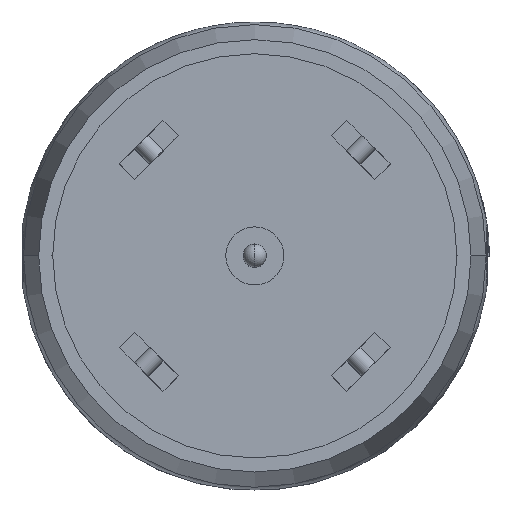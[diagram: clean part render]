
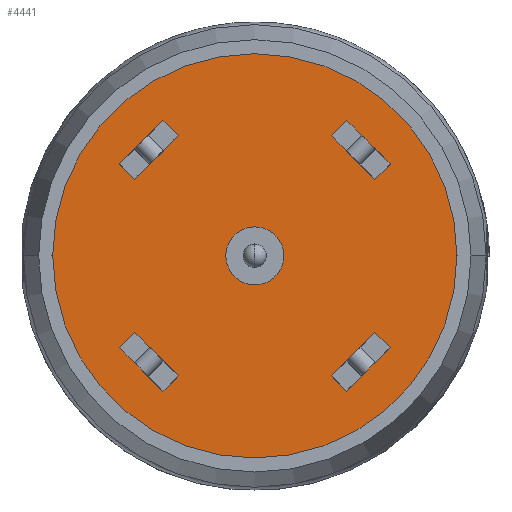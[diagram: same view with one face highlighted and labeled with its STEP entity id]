
A CAD part, top view. The second image highlights one B-rep face of the part: STEP entity #4441.
In plain terms, the highlighted planar face has unit normal (0, 0, 1).
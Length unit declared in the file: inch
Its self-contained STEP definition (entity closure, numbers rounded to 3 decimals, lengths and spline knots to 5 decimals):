
#4248=CARTESIAN_POINT('',(0.,0.,0.381));
#4249=DIRECTION('',(0.,0.,1.));
#4250=DIRECTION('',(0.,-1.,0.));
#4251=AXIS2_PLACEMENT_3D('',#4248,#4249,#4250);
#4253=CARTESIAN_POINT('',(0.,0.,0.381));
#4254=DIRECTION('',(0.,0.,-1.));
#4255=DIRECTION('',(0.,-1.,0.));
#4256=AXIS2_PLACEMENT_3D('',#4253,#4254,#4255);
#4258=DIRECTION('',(0.707,0.707,0.));
#4259=VECTOR('',#4258,0.0196);
#4260=CARTESIAN_POINT('',(-0.10218,-0.13796,0.381));
#4261=LINE('',#4260,#4259);
#4262=DIRECTION('',(-0.707,0.707,0.));
#4263=VECTOR('',#4262,0.0506);
#4264=CARTESIAN_POINT('',(-0.08832,-0.1241,0.381));
#4265=LINE('',#4264,#4263);
#4266=DIRECTION('',(-0.707,-0.707,0.));
#4267=VECTOR('',#4266,0.0196);
#4268=CARTESIAN_POINT('',(-0.1241,-0.08832,0.381));
#4269=LINE('',#4268,#4267);
#4270=DIRECTION('',(0.707,-0.707,0.));
#4271=VECTOR('',#4270,0.0506);
#4272=CARTESIAN_POINT('',(-0.13796,-0.10218,0.381));
#4273=LINE('',#4272,#4271);
#4274=DIRECTION('',(-0.707,0.707,0.));
#4275=VECTOR('',#4274,0.0196);
#4276=CARTESIAN_POINT('',(0.13796,-0.10218,0.381));
#4277=LINE('',#4276,#4275);
#4278=DIRECTION('',(-0.707,-0.707,0.));
#4279=VECTOR('',#4278,0.0506);
#4280=CARTESIAN_POINT('',(0.1241,-0.08832,0.381));
#4281=LINE('',#4280,#4279);
#4282=DIRECTION('',(0.707,-0.707,0.));
#4283=VECTOR('',#4282,0.0196);
#4284=CARTESIAN_POINT('',(0.08832,-0.1241,0.381));
#4285=LINE('',#4284,#4283);
#4286=DIRECTION('',(0.707,0.707,0.));
#4287=VECTOR('',#4286,0.0506);
#4288=CARTESIAN_POINT('',(0.10218,-0.13796,0.381));
#4289=LINE('',#4288,#4287);
#4290=DIRECTION('',(-0.707,-0.707,0.));
#4291=VECTOR('',#4290,0.0196);
#4292=CARTESIAN_POINT('',(0.10218,0.13796,0.381));
#4293=LINE('',#4292,#4291);
#4294=DIRECTION('',(0.707,-0.707,0.));
#4295=VECTOR('',#4294,0.0506);
#4296=CARTESIAN_POINT('',(0.08832,0.1241,0.381));
#4297=LINE('',#4296,#4295);
#4298=DIRECTION('',(0.707,0.707,0.));
#4299=VECTOR('',#4298,0.0196);
#4300=CARTESIAN_POINT('',(0.1241,0.08832,0.381));
#4301=LINE('',#4300,#4299);
#4302=DIRECTION('',(-0.707,0.707,0.));
#4303=VECTOR('',#4302,0.0506);
#4304=CARTESIAN_POINT('',(0.13796,0.10218,0.381));
#4305=LINE('',#4304,#4303);
#4306=DIRECTION('',(0.707,-0.707,0.));
#4307=VECTOR('',#4306,0.0196);
#4308=CARTESIAN_POINT('',(-0.13796,0.10218,0.381));
#4309=LINE('',#4308,#4307);
#4310=DIRECTION('',(0.707,0.707,0.));
#4311=VECTOR('',#4310,0.0506);
#4312=CARTESIAN_POINT('',(-0.1241,0.08832,0.381));
#4313=LINE('',#4312,#4311);
#4314=DIRECTION('',(-0.707,0.707,0.));
#4315=VECTOR('',#4314,0.0196);
#4316=CARTESIAN_POINT('',(-0.08832,0.1241,0.381));
#4317=LINE('',#4316,#4315);
#4318=DIRECTION('',(-0.707,-0.707,0.));
#4319=VECTOR('',#4318,0.0506);
#4320=CARTESIAN_POINT('',(-0.10218,0.13796,0.381));
#4321=LINE('',#4320,#4319);
#4323=CARTESIAN_POINT('',(0.,-0.2178,0.381));
#4325=VERTEX_POINT('',#4323);
#4327=CARTESIAN_POINT('',(0.,0.2178,0.381));
#4329=VERTEX_POINT('',#4327);
#4330=CARTESIAN_POINT('',(-0.10218,-0.13796,0.381));
#4331=CARTESIAN_POINT('',(-0.08832,-0.1241,0.381));
#4332=VERTEX_POINT('',#4330);
#4333=VERTEX_POINT('',#4331);
#4334=CARTESIAN_POINT('',(-0.1241,-0.08832,0.381));
#4335=VERTEX_POINT('',#4334);
#4336=CARTESIAN_POINT('',(-0.13796,-0.10218,0.381));
#4337=VERTEX_POINT('',#4336);
#4338=CARTESIAN_POINT('',(0.13796,-0.10218,0.381));
#4339=CARTESIAN_POINT('',(0.1241,-0.08832,0.381));
#4340=VERTEX_POINT('',#4338);
#4341=VERTEX_POINT('',#4339);
#4342=CARTESIAN_POINT('',(0.08832,-0.1241,0.381));
#4343=VERTEX_POINT('',#4342);
#4344=CARTESIAN_POINT('',(0.10218,-0.13796,0.381));
#4345=VERTEX_POINT('',#4344);
#4346=CARTESIAN_POINT('',(0.10218,0.13796,0.381));
#4347=CARTESIAN_POINT('',(0.08832,0.1241,0.381));
#4348=VERTEX_POINT('',#4346);
#4349=VERTEX_POINT('',#4347);
#4350=CARTESIAN_POINT('',(0.1241,0.08832,0.381));
#4351=VERTEX_POINT('',#4350);
#4352=CARTESIAN_POINT('',(0.13796,0.10218,0.381));
#4353=VERTEX_POINT('',#4352);
#4354=CARTESIAN_POINT('',(-0.13796,0.10218,0.381));
#4355=CARTESIAN_POINT('',(-0.1241,0.08832,0.381));
#4356=VERTEX_POINT('',#4354);
#4357=VERTEX_POINT('',#4355);
#4358=CARTESIAN_POINT('',(-0.08832,0.1241,0.381));
#4359=VERTEX_POINT('',#4358);
#4360=CARTESIAN_POINT('',(-0.10218,0.13796,0.381));
#4361=VERTEX_POINT('',#4360);
#4392=CARTESIAN_POINT('',(0.,0.,0.381));
#4393=DIRECTION('',(0.,0.,-1.));
#4394=DIRECTION('',(0.,1.,0.));
#4395=AXIS2_PLACEMENT_3D('',#4392,#4393,#4394);
#4396=PLANE('',#4395);
#4397=ORIENTED_EDGE('',*,*,#4384,.F.);
#4398=ORIENTED_EDGE('',*,*,#4373,.T.);
#4399=EDGE_LOOP('',(#4397,#4398));
#4400=FACE_OUTER_BOUND('',#4399,.F.);
#4402=ORIENTED_EDGE('',*,*,#4401,.T.);
#4404=ORIENTED_EDGE('',*,*,#4403,.T.);
#4406=ORIENTED_EDGE('',*,*,#4405,.T.);
#4408=ORIENTED_EDGE('',*,*,#4407,.T.);
#4409=EDGE_LOOP('',(#4402,#4404,#4406,#4408));
#4410=FACE_BOUND('',#4409,.F.);
#4412=ORIENTED_EDGE('',*,*,#4411,.T.);
#4414=ORIENTED_EDGE('',*,*,#4413,.T.);
#4416=ORIENTED_EDGE('',*,*,#4415,.T.);
#4418=ORIENTED_EDGE('',*,*,#4417,.T.);
#4419=EDGE_LOOP('',(#4412,#4414,#4416,#4418));
#4420=FACE_BOUND('',#4419,.F.);
#4422=ORIENTED_EDGE('',*,*,#4421,.T.);
#4424=ORIENTED_EDGE('',*,*,#4423,.T.);
#4426=ORIENTED_EDGE('',*,*,#4425,.T.);
#4428=ORIENTED_EDGE('',*,*,#4427,.T.);
#4429=EDGE_LOOP('',(#4422,#4424,#4426,#4428));
#4430=FACE_BOUND('',#4429,.F.);
#4432=ORIENTED_EDGE('',*,*,#4431,.T.);
#4434=ORIENTED_EDGE('',*,*,#4433,.T.);
#4436=ORIENTED_EDGE('',*,*,#4435,.T.);
#4438=ORIENTED_EDGE('',*,*,#4437,.T.);
#4439=EDGE_LOOP('',(#4432,#4434,#4436,#4438));
#4440=FACE_BOUND('',#4439,.F.);
#4441=ADVANCED_FACE('',(#4400,#4410,#4420,#4430,#4440),#4396,.F.);
#4252=CIRCLE('',#4251,0.2178);
#4257=CIRCLE('',#4256,0.2178);
#4373=EDGE_CURVE('',#4325,#4329,#4257,.T.);
#4384=EDGE_CURVE('',#4325,#4329,#4252,.T.);
#4401=EDGE_CURVE('',#4332,#4333,#4261,.T.);
#4403=EDGE_CURVE('',#4333,#4335,#4265,.T.);
#4405=EDGE_CURVE('',#4335,#4337,#4269,.T.);
#4407=EDGE_CURVE('',#4337,#4332,#4273,.T.);
#4411=EDGE_CURVE('',#4340,#4341,#4277,.T.);
#4413=EDGE_CURVE('',#4341,#4343,#4281,.T.);
#4415=EDGE_CURVE('',#4343,#4345,#4285,.T.);
#4417=EDGE_CURVE('',#4345,#4340,#4289,.T.);
#4421=EDGE_CURVE('',#4348,#4349,#4293,.T.);
#4423=EDGE_CURVE('',#4349,#4351,#4297,.T.);
#4425=EDGE_CURVE('',#4351,#4353,#4301,.T.);
#4427=EDGE_CURVE('',#4353,#4348,#4305,.T.);
#4431=EDGE_CURVE('',#4356,#4357,#4309,.T.);
#4433=EDGE_CURVE('',#4357,#4359,#4313,.T.);
#4435=EDGE_CURVE('',#4359,#4361,#4317,.T.);
#4437=EDGE_CURVE('',#4361,#4356,#4321,.T.);
